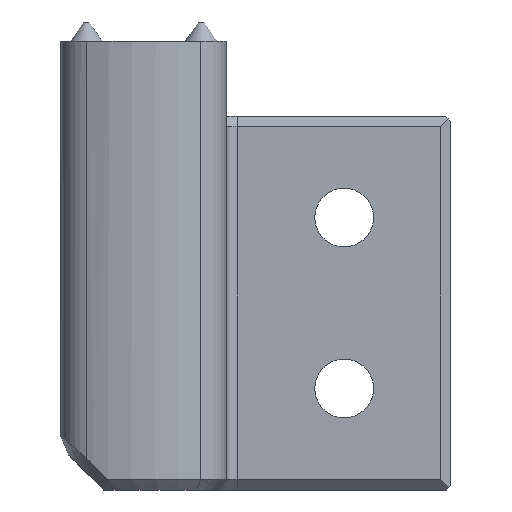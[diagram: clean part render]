
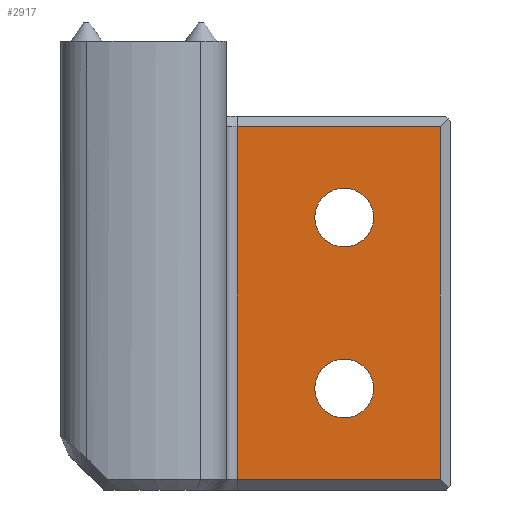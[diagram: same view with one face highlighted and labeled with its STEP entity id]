
A CAD part, front view. The second image highlights one B-rep face of the part: STEP entity #2917.
In plain terms, the highlighted planar face has unit normal (0, -1, 0).
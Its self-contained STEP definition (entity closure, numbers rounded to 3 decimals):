
#23=FACE_BOUND('',#453,.T.);
#24=FACE_BOUND('',#454,.T.);
#141=PLANE('',#3134);
#284=FACE_OUTER_BOUND('',#452,.T.);
#452=EDGE_LOOP('',(#2407,#2408,#2409,#2410));
#453=EDGE_LOOP('',(#2411));
#454=EDGE_LOOP('',(#2412));
#736=LINE('',#4749,#1068);
#738=LINE('',#4753,#1070);
#739=LINE('',#4755,#1071);
#740=LINE('',#4756,#1072);
#1068=VECTOR('',#3677,10.);
#1070=VECTOR('',#3681,10.);
#1071=VECTOR('',#3682,10.);
#1072=VECTOR('',#3683,10.);
#1236=CIRCLE('',#3101,2.75);
#1243=CIRCLE('',#3115,2.75);
#1412=VERTEX_POINT('',#4597);
#1439=VERTEX_POINT('',#4665);
#1464=VERTEX_POINT('',#4744);
#1465=VERTEX_POINT('',#4748);
#1466=VERTEX_POINT('',#4752);
#1467=VERTEX_POINT('',#4754);
#1740=EDGE_CURVE('',#1412,#1412,#1236,.T.);
#1774=EDGE_CURVE('',#1439,#1439,#1243,.T.);
#1814=EDGE_CURVE('',#1464,#1465,#736,.T.);
#1816=EDGE_CURVE('',#1466,#1464,#738,.T.);
#1817=EDGE_CURVE('',#1467,#1466,#739,.T.);
#1818=EDGE_CURVE('',#1467,#1465,#740,.T.);
#2407=ORIENTED_EDGE('',*,*,#1814,.F.);
#2408=ORIENTED_EDGE('',*,*,#1816,.F.);
#2409=ORIENTED_EDGE('',*,*,#1817,.F.);
#2410=ORIENTED_EDGE('',*,*,#1818,.T.);
#2411=ORIENTED_EDGE('',*,*,#1740,.T.);
#2412=ORIENTED_EDGE('',*,*,#1774,.T.);
#2917=ADVANCED_FACE('',(#284,#23,#24),#141,.F.);
#3101=AXIS2_PLACEMENT_3D('',#4598,#3552,#3553);
#3115=AXIS2_PLACEMENT_3D('',#4666,#3607,#3608);
#3134=AXIS2_PLACEMENT_3D('',#4751,#3679,#3680);
#3552=DIRECTION('center_axis',(0.,1.,0.));
#3553=DIRECTION('ref_axis',(1.,0.,0.));
#3607=DIRECTION('center_axis',(0.,1.,0.));
#3608=DIRECTION('ref_axis',(1.,0.,0.));
#3677=DIRECTION('',(1.,0.,0.));
#3679=DIRECTION('center_axis',(0.,1.,0.));
#3680=DIRECTION('ref_axis',(1.,0.,0.));
#3681=DIRECTION('',(0.,0.,1.));
#3682=DIRECTION('',(-1.,0.,0.));
#3683=DIRECTION('',(0.,0.,1.));
#4597=CARTESIAN_POINT('',(-12.75,5.,0.5));
#4598=CARTESIAN_POINT('Origin',(-10.,5.,0.5));
#4665=CARTESIAN_POINT('',(-12.75,5.,-15.5));
#4666=CARTESIAN_POINT('Origin',(-10.,5.,-15.5));
#4744=CARTESIAN_POINT('',(-20.,5.,9.));
#4748=CARTESIAN_POINT('',(-1.,5.,9.));
#4749=CARTESIAN_POINT('',(-21.,5.,9.));
#4751=CARTESIAN_POINT('Origin',(-21.,5.,0.));
#4752=CARTESIAN_POINT('',(-20.,5.,-24.));
#4753=CARTESIAN_POINT('',(-20.,5.,0.));
#4754=CARTESIAN_POINT('',(-1.,5.,-24.));
#4755=CARTESIAN_POINT('',(-10.5,5.,-24.));
#4756=CARTESIAN_POINT('',(-1.,5.,0.));
